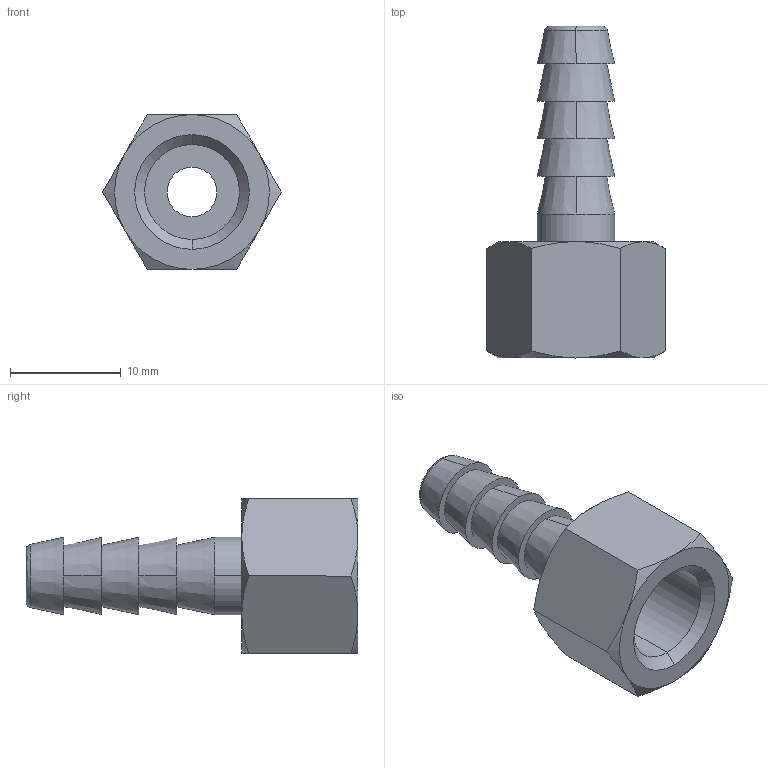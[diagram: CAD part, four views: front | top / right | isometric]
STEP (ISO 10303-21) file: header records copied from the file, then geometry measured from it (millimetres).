
FILE_DESCRIPTION(( 'RA.30D07.18.STEP' ), '1');
FILE_NAME( 'RA.30D07.18.STEP', '2018-10-11T15:57:40',( 'Sopra'),('sopra-pneumatic.com'), 'SwSTEP 2.0','SolidWorks 2009','' );
FILE_SCHEMA (( 'CONFIG_CONTROL_DESIGN' ));
Length unit declared in the file: millimetre
Products named in the file (1): RA.30D07.18
Bounding box: 16.17 x 30 x 14 mm (x, y, z)
Volume: 1557.5 mm3; surface area: 1758.8 mm2
Topology: 1 solids, 1 shells, 46 faces, 98 edges, 60 vertices
Faces by surface type: cone 24, plane 14, cylinder 6, bspline 2
Entity records: 1567 total; most frequent: CARTESIAN_POINT 517, DIRECTION 206, ORIENTED_EDGE 196, EDGE_CURVE 98, AXIS2_PLACEMENT_3D 91, VERTEX_POINT 60, EDGE_LOOP 54, CIRCLE 46
